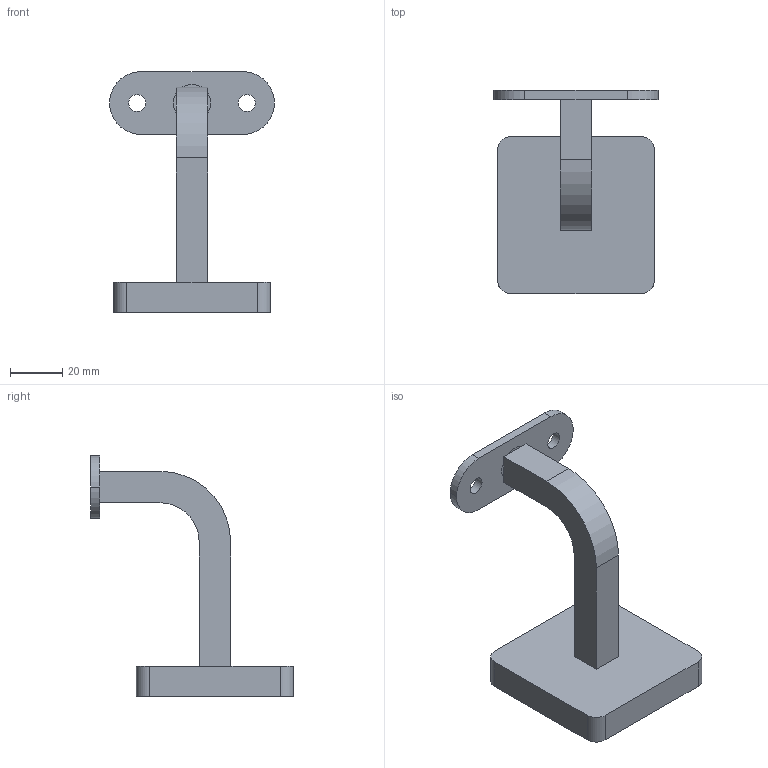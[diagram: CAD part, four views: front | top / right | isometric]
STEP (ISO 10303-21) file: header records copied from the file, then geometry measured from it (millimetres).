
FILE_DESCRIPTION (( 'STEP AP203' ), '1' );
FILE_NAME ('50502-240.step', '2021-11-25T15:38:23', ( '' ), ( '' ), 'SwSTEP 2.0', 'SolidWorks 2018', '' );
FILE_SCHEMA (( 'CONFIG_CONTROL_DESIGN' ));
Length unit declared in the file: millimetre
Products named in the file (9): 50502-240 Teil3_50502-240 Teil3; 50502-240 Teil1; socket countersunk head screw_din_DIN 7991 - M6 x 16 --- 9.7S; 50502-240 Teil2_50502-240 Teil2; 50502-240 Teil1_50502-240 Teil1; socket countersunk head screw_din; 50502-240; 50502-240 Teil3; 50502-240 Teil2
Assembly tree (4 placements, depth 2):
  50502-240 Teil1
  socket countersunk head screw_din
  50502-240
    50502-240 Teil1_50502-240 Teil1
    50502-240 Teil2_50502-240 Teil2
    50502-240 Teil3_50502-240 Teil3
    socket countersunk head screw_din_DIN 7991 - M6 x 16 --- 9.7S
  50502-240 Teil3
  50502-240 Teil2
Bounding box: 63 x 77.5 x 92 mm (x, y, z)
Volume: 32806.2 mm3; surface area: 28771.2 mm2
Topology: 4 solids, 4 shells, 408 faces, 1061 edges, 689 vertices
Faces by surface type: plane 217, bspline 105, cylinder 51, cone 26, torus 9
Full cylindrical faces by diameter (mm): 5 x1, 6 x11, 6.5 x6, 11.57 x1, 12.5 x1, 14.2 x1
Entity records: 19045 total; most frequent: CARTESIAN_POINT 9153, ORIENTED_EDGE 1996, DIRECTION 1508, EDGE_CURVE 998, VERTEX_POINT 682, LINE 658, VECTOR 658, EDGE_LOOP 508
